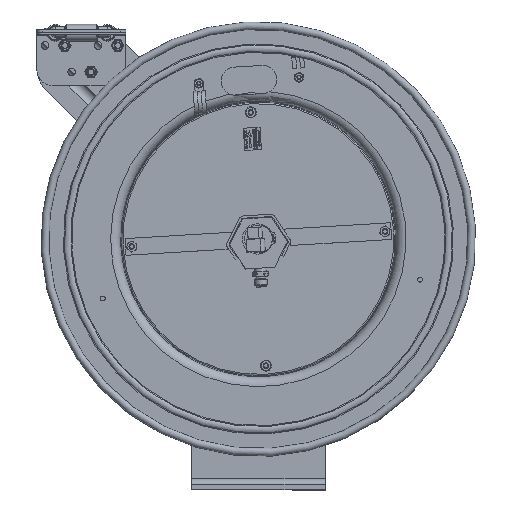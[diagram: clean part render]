
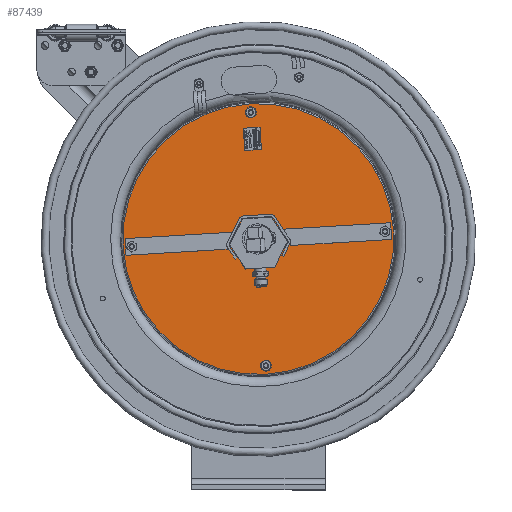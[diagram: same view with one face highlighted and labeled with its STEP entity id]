
A CAD part, top view. The second image highlights one B-rep face of the part: STEP entity #87439.
In plain terms, the highlighted planar face has unit normal (0, 0, 1).
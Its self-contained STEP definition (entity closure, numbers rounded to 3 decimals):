
#527=FACE_BOUND('',#9806,.T.);
#528=FACE_BOUND('',#9807,.T.);
#529=FACE_BOUND('',#9808,.T.);
#530=FACE_BOUND('',#9809,.T.);
#531=FACE_BOUND('',#9810,.T.);
#4695=PLANE('',#91075);
#6623=FACE_OUTER_BOUND('',#9805,.T.);
#9805=EDGE_LOOP('',(#65513));
#9806=EDGE_LOOP('',(#65514));
#9807=EDGE_LOOP('',(#65515));
#9808=EDGE_LOOP('',(#65516));
#9809=EDGE_LOOP('',(#65517));
#9810=EDGE_LOOP('',(#65518));
#33384=CIRCLE('',#91076,6.078);
#33385=CIRCLE('',#91077,0.655);
#33386=CIRCLE('',#91078,0.14);
#33387=CIRCLE('',#91079,0.14);
#33388=CIRCLE('',#91080,0.14);
#33389=CIRCLE('',#91081,0.14);
#37205=VERTEX_POINT('',#122554);
#37206=VERTEX_POINT('',#122556);
#37207=VERTEX_POINT('',#122558);
#37208=VERTEX_POINT('',#122560);
#37209=VERTEX_POINT('',#122562);
#37210=VERTEX_POINT('',#122564);
#49565=EDGE_CURVE('',#37205,#37205,#33384,.T.);
#49566=EDGE_CURVE('',#37206,#37206,#33385,.T.);
#49567=EDGE_CURVE('',#37207,#37207,#33386,.T.);
#49568=EDGE_CURVE('',#37208,#37208,#33387,.T.);
#49569=EDGE_CURVE('',#37209,#37209,#33388,.T.);
#49570=EDGE_CURVE('',#37210,#37210,#33389,.T.);
#65513=ORIENTED_EDGE('',*,*,#49565,.F.);
#65514=ORIENTED_EDGE('',*,*,#49566,.T.);
#65515=ORIENTED_EDGE('',*,*,#49567,.T.);
#65516=ORIENTED_EDGE('',*,*,#49568,.T.);
#65517=ORIENTED_EDGE('',*,*,#49569,.T.);
#65518=ORIENTED_EDGE('',*,*,#49570,.T.);
#87439=ADVANCED_FACE('',(#6623,#527,#528,#529,#530,#531),#4695,.T.);
#91075=AXIS2_PLACEMENT_3D('',#122553,#98024,#98025);
#91076=AXIS2_PLACEMENT_3D('',#122555,#98026,#98027);
#91077=AXIS2_PLACEMENT_3D('',#122557,#98028,#98029);
#91078=AXIS2_PLACEMENT_3D('',#122559,#98030,#98031);
#91079=AXIS2_PLACEMENT_3D('',#122561,#98032,#98033);
#91080=AXIS2_PLACEMENT_3D('',#122563,#98034,#98035);
#91081=AXIS2_PLACEMENT_3D('',#122565,#98036,#98037);
#98024=DIRECTION('center_axis',(0.,0.,
1.));
#98025=DIRECTION('ref_axis',(-0.059,0.998,0.));
#98026=DIRECTION('center_axis',(0.,0.,
-1.));
#98027=DIRECTION('ref_axis',(-0.059,0.998,0.));
#98028=DIRECTION('center_axis',(0.,0.,
-1.));
#98029=DIRECTION('ref_axis',(0.059,-0.998,0.));
#98030=DIRECTION('center_axis',(0.,0.,
-1.));
#98031=DIRECTION('ref_axis',(-0.059,0.998,0.));
#98032=DIRECTION('center_axis',(0.,0.,
-1.));
#98033=DIRECTION('ref_axis',(-0.059,0.998,0.));
#98034=DIRECTION('center_axis',(0.,0.,
-1.));
#98035=DIRECTION('ref_axis',(-0.059,0.998,0.));
#98036=DIRECTION('center_axis',(0.,0.,
-1.));
#98037=DIRECTION('ref_axis',(-0.059,0.998,0.));
#122553=CARTESIAN_POINT('Origin',(0.,11.252,
4.935));
#122554=CARTESIAN_POINT('',(0.361,5.185,4.935));
#122555=CARTESIAN_POINT('Origin',(0.,11.252,
4.935));
#122556=CARTESIAN_POINT('',(-0.039,11.906,4.935));
#122557=CARTESIAN_POINT('Origin',(0.,11.252,
4.935));
#122558=CARTESIAN_POINT('',(-0.346,17.069,4.935));
#122559=CARTESIAN_POINT('Origin',(-0.338,16.929,4.935));
#122560=CARTESIAN_POINT('',(0.33,5.714,4.935));
#122561=CARTESIAN_POINT('Origin',(0.338,5.574,4.935));
#122562=CARTESIAN_POINT('',(-5.686,11.054,4.935));
#122563=CARTESIAN_POINT('Origin',(-5.677,10.914,4.935));
#122564=CARTESIAN_POINT('',(5.669,11.73,4.935));
#122565=CARTESIAN_POINT('Origin',(5.677,11.59,4.935));
